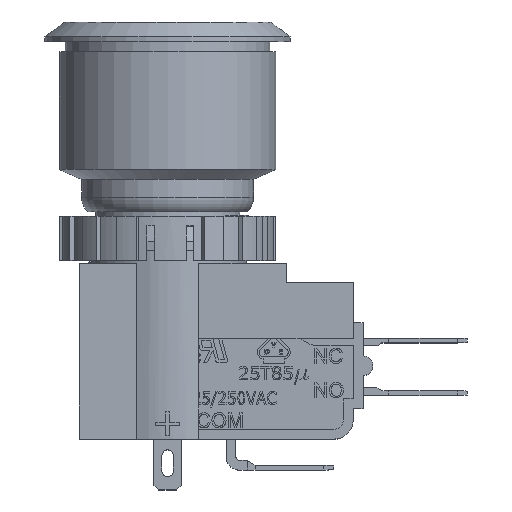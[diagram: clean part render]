
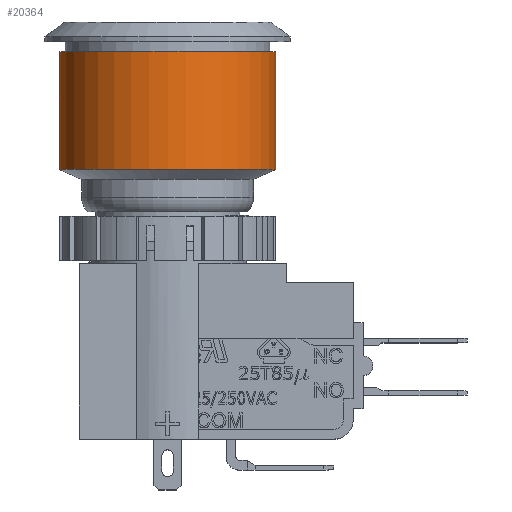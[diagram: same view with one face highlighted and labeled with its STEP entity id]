
A CAD part, top view. The second image highlights one B-rep face of the part: STEP entity #20364.
In plain terms, the highlighted cylindrical face has radius 11 mm (diameter 22 mm), a full revolution.
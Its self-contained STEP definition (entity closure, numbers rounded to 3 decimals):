
#758=CYLINDRICAL_SURFACE('',#21529,11.);
#1136=CIRCLE('',#21527,11.);
#1137=CIRCLE('',#21528,11.);
#1138=CIRCLE('',#21530,11.);
#1139=CIRCLE('',#21531,11.);
#2162=FACE_OUTER_BOUND('',#3302,.T.);
#3302=EDGE_LOOP('',(#18022,#18023,#18024,#18025,#18026,#18027));
#5427=LINE('',#36226,#7620);
#7620=VECTOR('',#25791,11.);
#9605=VERTEX_POINT('',#36216);
#9606=VERTEX_POINT('',#36217);
#9607=VERTEX_POINT('',#36222);
#9608=VERTEX_POINT('',#36223);
#12458=EDGE_CURVE('',#9605,#9606,#1136,.T.);
#12459=EDGE_CURVE('',#9606,#9605,#1137,.T.);
#12461=EDGE_CURVE('',#9607,#9608,#1138,.T.);
#12462=EDGE_CURVE('',#9608,#9607,#1139,.T.);
#12463=EDGE_CURVE('',#9608,#9606,#5427,.T.);
#18022=ORIENTED_EDGE('',*,*,#12461,.F.);
#18023=ORIENTED_EDGE('',*,*,#12462,.F.);
#18024=ORIENTED_EDGE('',*,*,#12463,.T.);
#18025=ORIENTED_EDGE('',*,*,#12459,.T.);
#18026=ORIENTED_EDGE('',*,*,#12458,.T.);
#18027=ORIENTED_EDGE('',*,*,#12463,.F.);
#20364=ADVANCED_FACE('',(#2162),#758,.T.);
#21527=AXIS2_PLACEMENT_3D('',#36218,#25780,#25781);
#21528=AXIS2_PLACEMENT_3D('',#36219,#25782,#25783);
#21529=AXIS2_PLACEMENT_3D('',#36221,#25785,#25786);
#21530=AXIS2_PLACEMENT_3D('',#36224,#25787,#25788);
#21531=AXIS2_PLACEMENT_3D('',#36225,#25789,#25790);
#25780=DIRECTION('center_axis',(0.,1.,0.));
#25781=DIRECTION('ref_axis',(1.,0.,0.));
#25782=DIRECTION('center_axis',(0.,1.,0.));
#25783=DIRECTION('ref_axis',(1.,0.,0.));
#25785=DIRECTION('center_axis',(0.,1.,0.));
#25786=DIRECTION('ref_axis',(1.,0.,0.));
#25787=DIRECTION('center_axis',(0.,1.,0.));
#25788=DIRECTION('ref_axis',(1.,0.,0.));
#25789=DIRECTION('center_axis',(0.,1.,0.));
#25790=DIRECTION('ref_axis',(1.,0.,0.));
#25791=DIRECTION('',(0.,-1.,0.));
#36216=CARTESIAN_POINT('',(-8.9,19.975,5.15));
#36217=CARTESIAN_POINT('',(-30.9,19.975,5.15));
#36218=CARTESIAN_POINT('Origin',(-19.9,19.975,5.15));
#36219=CARTESIAN_POINT('Origin',(-19.9,19.975,5.15));
#36221=CARTESIAN_POINT('Origin',(-19.9,25.975,5.15));
#36222=CARTESIAN_POINT('',(-8.9,31.975,5.15));
#36223=CARTESIAN_POINT('',(-30.9,31.975,5.15));
#36224=CARTESIAN_POINT('Origin',(-19.9,31.975,5.15));
#36225=CARTESIAN_POINT('Origin',(-19.9,31.975,5.15));
#36226=CARTESIAN_POINT('',(-30.9,25.975,5.15));
